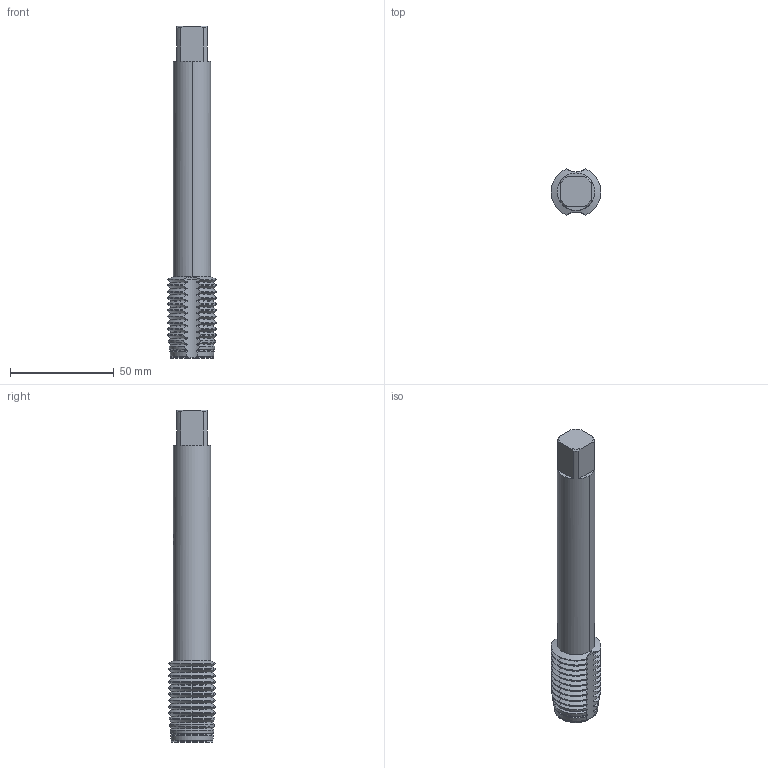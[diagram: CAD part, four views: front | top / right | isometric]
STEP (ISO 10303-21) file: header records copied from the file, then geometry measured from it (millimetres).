
FILE_DESCRIPTION(('no description'),'unknown implementation level');
FILE_NAME('solidynq2hNTZbhoylMh6CZ_G1DfQE_s_1.STP',' ',('CIM GmbH Aachen'),('CADClick - KiM GmbH - www.kimweb.de'),'unknown preprocess','ACIS','unknown authorization');
FILE_SCHEMA(('automotive_design'));
Length unit declared in the file: millimetre
Products named in the file (2): 1; 2
Bounding box: 24 x 22.27 x 160 mm (x, y, z)
Volume: 44180.8 mm3; surface area: 16269.9 mm2
Topology: 2 solids, 2 shells, 231 faces, 623 edges, 396 vertices
Faces by surface type: cone 124, cylinder 88, plane 17, torus 2
Entity records: 16244 total; most frequent: CARTESIAN_POINT 3551, STYLED_ITEM 1252, PRESENTATION_STYLE_ASSIGNMENT 1252, COLOUR_RGB 1252, ORIENTED_EDGE 1246, DIRECTION 1189, EDGE_CURVE 623, CURVE_STYLE 623
